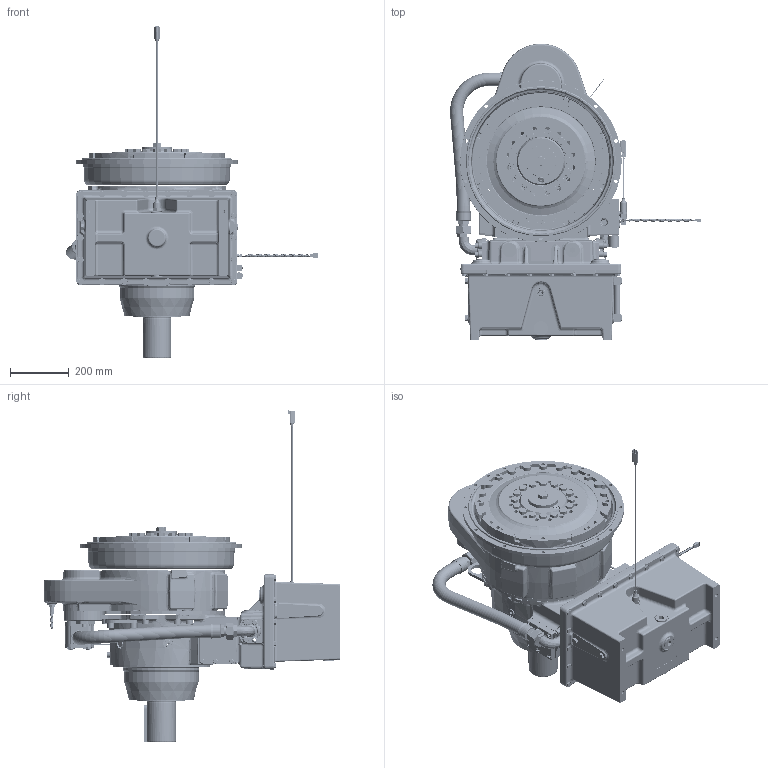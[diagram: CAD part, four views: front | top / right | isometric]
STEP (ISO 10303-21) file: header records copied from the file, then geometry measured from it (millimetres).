
FILE_DESCRIPTION (( 'STEP AP214' ), '1' );
FILE_NAME ('1029600G.step', '2021-03-23T20:17:55', ( 'TDI' ), ( 'Twin Disc Inc' ), 'SwSTEP 2.0', 'SolidWorks 2019', '' );
FILE_SCHEMA (( 'AUTOMOTIVE_DESIGN' ));
Length unit declared in the file: millimetre
Products named in the file (1): 1029600G
Bounding box: 860.49 x 1012.73 x 1134.48 mm (x, y, z)
Surface area: 3574771.4 mm2 (no closed solid volume)
Topology: 0 solids, 285 shells, 3177 faces, 11988 edges, 8856 vertices
Faces by surface type: plane 1417, cylinder 961, bspline 329, cone 277, torus 132, sphere 61
Full cylindrical faces by diameter (mm): 2.54 x2, 2.794 x5, 5 x2, 5.7 x2, 6 x1, 8 x26, 8.5 x20, 9 x2, 10 x2, 10.4 x1, 11.112 x2, 11.906 x12, 12 x5, 13 x8, 14 x21, 15.875 x2, 16 x7, 16.662 x8, 16.8 x2, 17.5 x12, 18 x17, 18.771 x1, 19 x2, 19.05 x2, 20 x3, 20.574 x1, 21 x2, 21.844 x1, 21.9 x2, 22 x1
Entity records: 230803 total; most frequent: CARTESIAN_POINT 104965, DIRECTION 17535, ORIENTED_EDGE 16638, EDGE_CURVE 11272, VERTEX_POINT 8644, AXIS2_PLACEMENT_3D 6424, VECTOR 4687, LINE 4687
